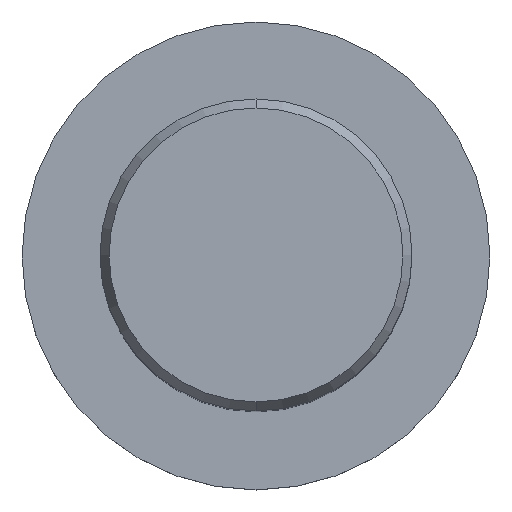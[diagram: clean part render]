
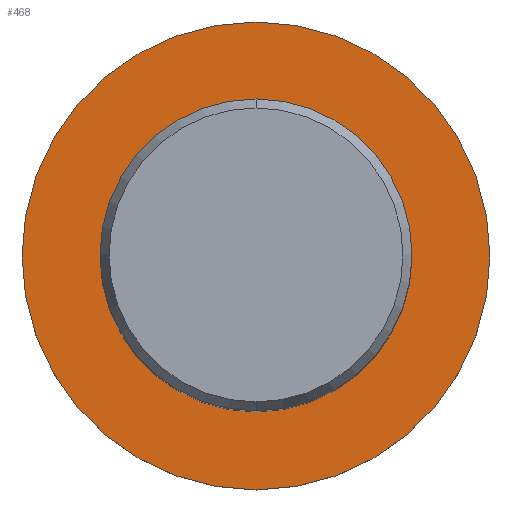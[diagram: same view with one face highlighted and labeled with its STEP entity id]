
A CAD part, top view. The second image highlights one B-rep face of the part: STEP entity #468.
In plain terms, the highlighted planar face has unit normal (0, 0, 1).
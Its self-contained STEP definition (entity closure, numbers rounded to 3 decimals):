
#248=VERTEX_POINT('',#586);
#256=EDGE_CURVE('',#322,#248,#594,.T.);
#270=VERTEX_POINT('',#608);
#322=VERTEX_POINT('',#666);
#344=VERTEX_POINT('',#688);
#350=EDGE_CURVE('',#270,#344,#695,.T.);
#400=EDGE_CURVE('',#344,#270,#751,.T.);
#404=EDGE_CURVE('',#248,#322,#755,.T.);
#468=ADVANCED_FACE('',(#826,#827),#828,.T.);
#586=CARTESIAN_POINT('',(0.,-24.0,-60.0));
#594=CIRCLE('',#1044,24.0);
#608=CARTESIAN_POINT('',(0.,-16.0,-60.0));
#666=CARTESIAN_POINT('',(0.0,24.0,-60.0));
#688=CARTESIAN_POINT('',(0.0,16.0,-60.0));
#695=CIRCLE('',#1235,16.0);
#751=CIRCLE('',#1351,16.0);
#755=CIRCLE('',#1356,24.0);
#826=FACE_BOUND('',#1509,.T.);
#827=FACE_OUTER_BOUND('',#1510,.T.);
#828=PLANE('',#1511);
#1044=AXIS2_PLACEMENT_3D('',#1673,#1674,#1675);
#1235=AXIS2_PLACEMENT_3D('',#1782,#1783,#1784);
#1351=AXIS2_PLACEMENT_3D('',#1870,#1871,#1872);
#1356=AXIS2_PLACEMENT_3D('',#1873,#1874,#1875);
#1509=EDGE_LOOP('',(#1952,#1953));
#1510=EDGE_LOOP('',(#1954,#1955));
#1511=AXIS2_PLACEMENT_3D('',#1956,#1957,#1958);
#1673=CARTESIAN_POINT('',(0.0,0.0,-60.0));
#1674=DIRECTION('',(0.0,0.0,-1.0));
#1675=DIRECTION('',(0.0,1.0,0.0));
#1782=CARTESIAN_POINT('',(0.0,0.0,-60.0));
#1783=DIRECTION('',(-0.0,0.0,-1.0));
#1784=DIRECTION('',(0.0,1.0,0.0));
#1870=CARTESIAN_POINT('',(0.0,0.0,-60.0));
#1871=DIRECTION('',(-0.0,0.0,-1.0));
#1872=DIRECTION('',(0.0,1.0,0.0));
#1873=CARTESIAN_POINT('',(0.0,0.0,-60.0));
#1874=DIRECTION('',(0.0,0.0,-1.0));
#1875=DIRECTION('',(0.0,1.0,0.0));
#1952=ORIENTED_EDGE('',*,*,#400,.T.);
#1953=ORIENTED_EDGE('',*,*,#350,.T.);
#1954=ORIENTED_EDGE('',*,*,#256,.F.);
#1955=ORIENTED_EDGE('',*,*,#404,.F.);
#1956=CARTESIAN_POINT('',(0.0,12.0,-60.0));
#1957=DIRECTION('',(-0.0,0.0,1.0));
#1958=DIRECTION('',(0.0,-1.0,0.0));
